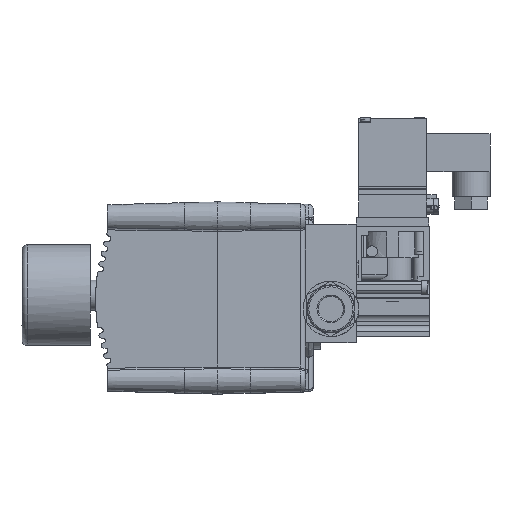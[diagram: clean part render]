
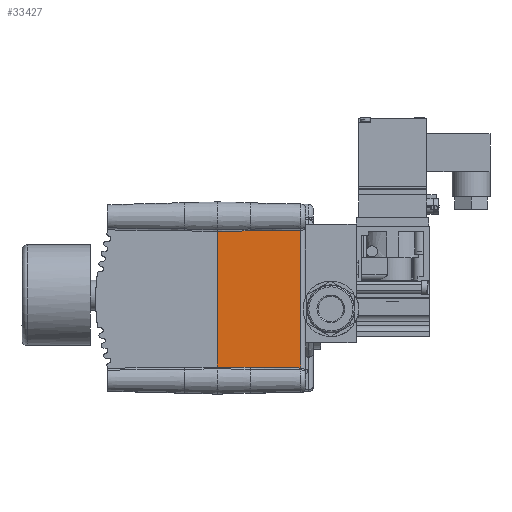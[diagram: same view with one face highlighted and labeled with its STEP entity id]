
A CAD part, left-side view. The second image highlights one B-rep face of the part: STEP entity #33427.
In plain terms, the highlighted planar face has unit normal (-1, -0.026, 0).
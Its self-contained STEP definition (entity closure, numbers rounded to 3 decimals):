
#370=B_SPLINE_CURVE_WITH_KNOTS('',3,(#58798,#58799,#58800,#58801),
 .UNSPECIFIED.,.F.,.F.,(4,4),(0.,0.013),
 .UNSPECIFIED.);
#385=B_SPLINE_CURVE_WITH_KNOTS('',3,(#59461,#59462,#59463,#59464),
 .UNSPECIFIED.,.F.,.F.,(4,4),(0.,0.013),.UNSPECIFIED.);
#464=B_SPLINE_CURVE_WITH_KNOTS('',3,(#72122,#72123,#72124,#72125,#72126,
#72127),.UNSPECIFIED.,.F.,.F.,(4,2,4),(0.,0.013,0.02),
 .UNSPECIFIED.);
#465=B_SPLINE_CURVE_WITH_KNOTS('',3,(#72129,#72130,#72131,#72132,#72133,
#72134,#72135),.UNSPECIFIED.,.F.,.F.,(4,3,4),(0.,0.013,
0.02),.UNSPECIFIED.);
#1951=PLANE('',#36654);
#4158=FACE_OUTER_BOUND('',#6292,.T.);
#6292=EDGE_LOOP('',(#28441,#28442,#28443,#28444,#28445,#28446,#28447,#28448));
#8550=LINE('',#58197,#11506);
#8730=LINE('',#60472,#11686);
#8891=LINE('',#72120,#11847);
#8892=LINE('',#72128,#11848);
#11506=VECTOR('',#43132,0.013);
#11686=VECTOR('',#43772,53.805);
#11847=VECTOR('',#44517,54.578);
#11848=VECTOR('',#44518,0.035);
#15871=VERTEX_POINT('',#58195);
#15872=VERTEX_POINT('',#58196);
#15955=VERTEX_POINT('',#58797);
#16013=VERTEX_POINT('',#59421);
#16014=VERTEX_POINT('',#59438);
#16249=VERTEX_POINT('',#64920);
#16256=VERTEX_POINT('',#65981);
#16313=VERTEX_POINT('',#72121);
#19877=EDGE_CURVE('',#15871,#15872,#8550,.T.);
#19983=EDGE_CURVE('',#15955,#15872,#370,.T.);
#20065=EDGE_CURVE('',#16013,#16014,#385,.T.);
#20222=EDGE_CURVE('',#15955,#16014,#8730,.T.);
#20602=EDGE_CURVE('',#16256,#16249,#8891,.T.);
#20603=EDGE_CURVE('',#16249,#16313,#464,.T.);
#20604=EDGE_CURVE('',#16013,#16313,#8892,.T.);
#20605=EDGE_CURVE('',#15871,#16256,#465,.T.);
#28441=ORIENTED_EDGE('',*,*,#20602,.T.);
#28442=ORIENTED_EDGE('',*,*,#20603,.T.);
#28443=ORIENTED_EDGE('',*,*,#20604,.F.);
#28444=ORIENTED_EDGE('',*,*,#20065,.T.);
#28445=ORIENTED_EDGE('',*,*,#20222,.F.);
#28446=ORIENTED_EDGE('',*,*,#19983,.T.);
#28447=ORIENTED_EDGE('',*,*,#19877,.F.);
#28448=ORIENTED_EDGE('',*,*,#20605,.T.);
#33427=ADVANCED_FACE('',(#4158),#1951,.T.);
#36654=AXIS2_PLACEMENT_3D('',#72119,#44515,#44516);
#43132=DIRECTION('',(0.,0.,1.));
#43772=DIRECTION('',(0.,0.,1.));
#44515=DIRECTION('center_axis',(-1.,-0.026,
0.));
#44516=DIRECTION('ref_axis',(0.,0.,1.));
#44517=DIRECTION('',(0.,0.,1.));
#44518=DIRECTION('',(0.,0.,-1.));
#58195=CARTESIAN_POINT('',(-124.505,-34.122,-27.534));
#58196=CARTESIAN_POINT('',(-124.505,-34.122,-27.52));
#58197=CARTESIAN_POINT('',(-124.505,-34.122,-27.534));
#58797=CARTESIAN_POINT('',(-124.846,-21.122,-27.373));
#58798=CARTESIAN_POINT('Ctrl Pts',(-124.846,-21.122,
-27.373));
#58799=CARTESIAN_POINT('Ctrl Pts',(-124.732,-25.455,
-27.421));
#58800=CARTESIAN_POINT('Ctrl Pts',(-124.619,-29.788,-27.471));
#58801=CARTESIAN_POINT('Ctrl Pts',(-124.505,-34.122,
-27.52));
#59421=CARTESIAN_POINT('',(-124.505,-34.122,26.59));
#59438=CARTESIAN_POINT('',(-124.846,-21.122,26.432));
#59461=CARTESIAN_POINT('Ctrl Pts',(-124.505,-34.122,
26.59));
#59462=CARTESIAN_POINT('Ctrl Pts',(-124.619,-29.788,
26.537));
#59463=CARTESIAN_POINT('Ctrl Pts',(-124.732,-25.455,26.484));
#59464=CARTESIAN_POINT('Ctrl Pts',(-124.846,-21.122,
26.432));
#60472=CARTESIAN_POINT('',(-124.846,-21.122,-27.373));
#64920=CARTESIAN_POINT('',(-123.98,-54.174,26.808));
#65981=CARTESIAN_POINT('',(-123.98,-54.174,-27.77));
#72119=CARTESIAN_POINT('Origin',(-124.492,-34.622,27.055));
#72120=CARTESIAN_POINT('',(-123.98,-54.174,-27.77));
#72121=CARTESIAN_POINT('',(-124.505,-34.122,26.555));
#72122=CARTESIAN_POINT('Ctrl Pts',(-123.98,-54.174,
26.808));
#72123=CARTESIAN_POINT('Ctrl Pts',(-124.092,-49.916,
26.753));
#72124=CARTESIAN_POINT('Ctrl Pts',(-124.203,-45.658,
26.699));
#72125=CARTESIAN_POINT('Ctrl Pts',(-124.378,-38.974,26.615));
#72126=CARTESIAN_POINT('Ctrl Pts',(-124.442,-36.548,
26.585));
#72127=CARTESIAN_POINT('Ctrl Pts',(-124.505,-34.122,
26.555));
#72128=CARTESIAN_POINT('',(-124.505,-34.122,-30.071));
#72129=CARTESIAN_POINT('Ctrl Pts',(-124.505,-34.122,
-27.534));
#72130=CARTESIAN_POINT('Ctrl Pts',(-124.392,-38.463,
-27.583));
#72131=CARTESIAN_POINT('Ctrl Pts',(-124.278,-42.805,-27.634));
#72132=CARTESIAN_POINT('Ctrl Pts',(-124.164,-47.146,
-27.686));
#72133=CARTESIAN_POINT('Ctrl Pts',(-124.103,-49.489,
-27.713));
#72134=CARTESIAN_POINT('Ctrl Pts',(-124.042,-51.832,
-27.741));
#72135=CARTESIAN_POINT('Ctrl Pts',(-123.98,-54.174,
-27.77));
